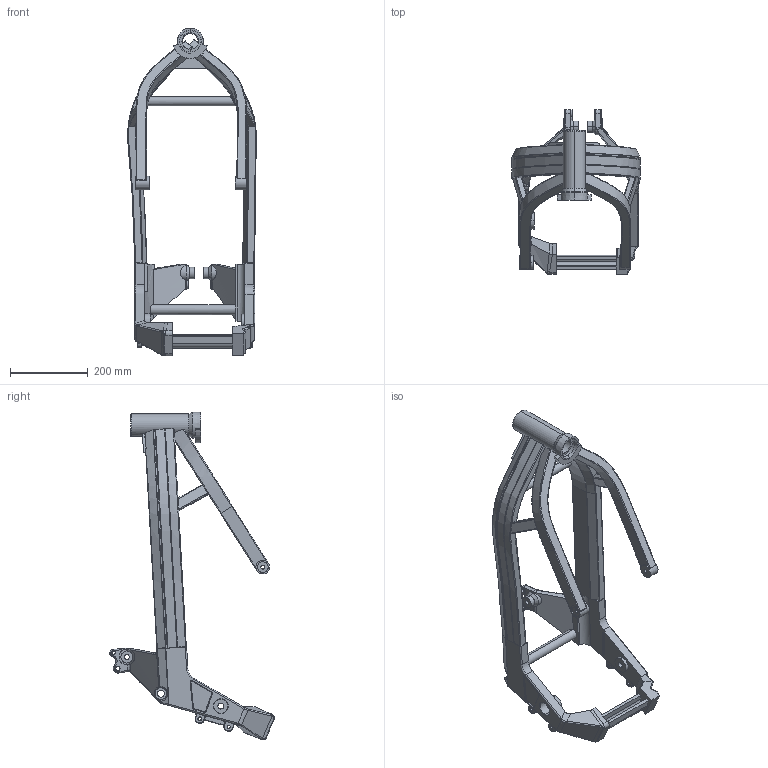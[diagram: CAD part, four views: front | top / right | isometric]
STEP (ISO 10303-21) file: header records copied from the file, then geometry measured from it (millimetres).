
FILE_DESCRIPTION (( 'STEP AP214' ), '1' );
FILE_NAME ('HondaNT650_Frame_MotoMilwaukee_VER_1.STEP', '2018-04-08T20:06:58', ( '' ), ( '' ), 'SwSTEP 2.0', 'SolidWorks 2013', '' );
FILE_SCHEMA (( 'AUTOMOTIVE_DESIGN' ));
Length unit declared in the file: millimetre
Products named in the file (1): HondaNT650_Frame_MotoMilwaukee_VER_1
Bounding box: 330.94 x 423.75 x 843.25 mm (x, y, z)
Volume: 5857240.5 mm3; surface area: 755319.9 mm2
Topology: 1 solids, 1 shells, 1741 faces, 4569 edges, 2928 vertices
Faces by surface type: plane 805, bspline 565, cylinder 231, torus 80, cone 40, sphere 20
Entity records: 84828 total; most frequent: CARTESIAN_POINT 46234, ORIENTED_EDGE 9098, DIRECTION 6141, EDGE_CURVE 4549, VERTEX_POINT 2926, VECTOR 2517, LINE 2517, EDGE_LOOP 1895
